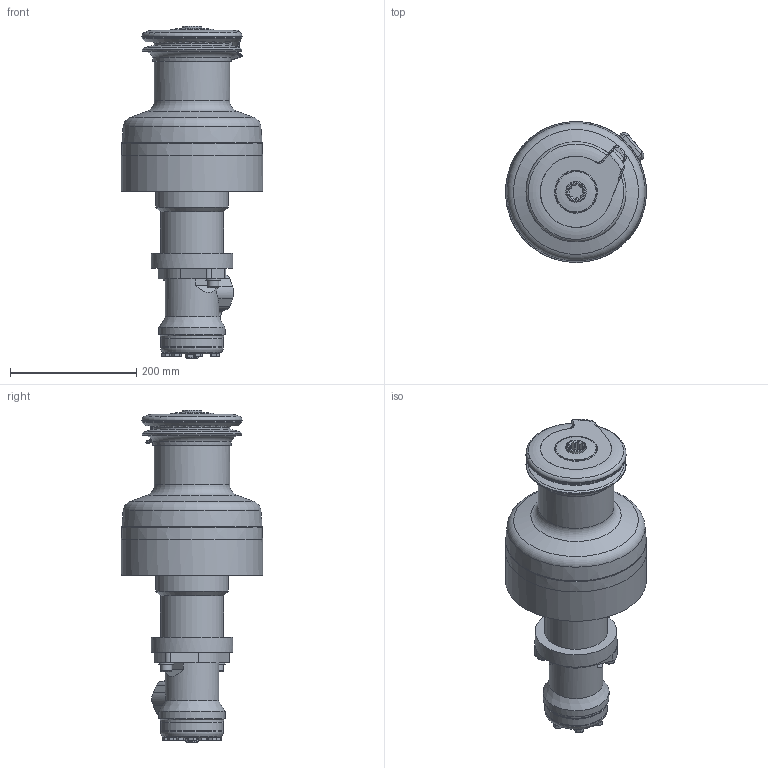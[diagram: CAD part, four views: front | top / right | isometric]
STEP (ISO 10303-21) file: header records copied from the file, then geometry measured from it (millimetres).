
FILE_DESCRIPTION(/* description */ (''),/* implementation_level */ '2;1');
FILE_NAME(/* name */ 'XT62.3_HD.stp',/* time_stamp */ '2016-03-25T10:40:40+01:00',/* author */ ('gianni'),/* organization */ (''),/* preprocessor_version */ 'ST-DEVELOPER v16.1',/* originating_system */ 'Autodesk Inventor 2016',/* authorisation */ '');
FILE_SCHEMA (('AUTOMOTIVE_DESIGN { 1 0 10303 214 3 1 1 }'));
Length unit declared in the file: millimetre
Products named in the file (1): XT62.3 HD
Bounding box: 224 x 224 x 526.94 mm (x, y, z)
Volume: 8628357.3 mm3; surface area: 373863.8 mm2
Topology: 1 solids, 1 shells, 414 faces, 1034 edges, 650 vertices
Faces by surface type: plane 192, cylinder 95, torus 67, bspline 32, cone 28
Full cylindrical faces by diameter (mm): 6.647 x4, 8.4 x2, 8.5 x6, 13 x7, 18 x3, 18.631 x2, 24 x2, 31.72 x1, 32.2 x1, 100 x3, 105 x1, 115 x1, 120 x1, 130 x1, 159 x2, 224 x1
Entity records: 14793 total; most frequent: CARTESIAN_POINT 5671, ORIENTED_EDGE 1854, DIRECTION 1825, EDGE_CURVE 927, AXIS2_PLACEMENT_3D 729, VERTEX_POINT 623, EDGE_LOOP 524, FACE_OUTER_BOUND 414
